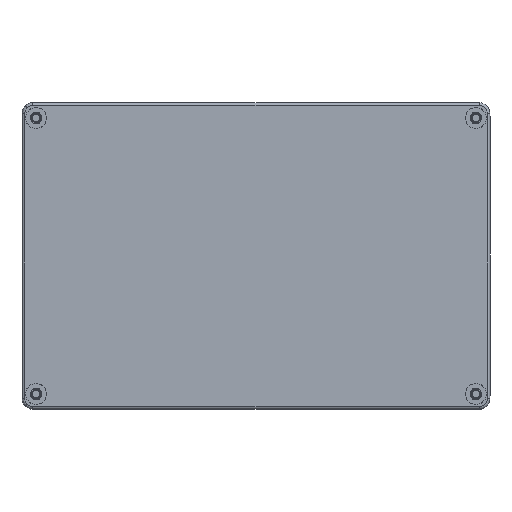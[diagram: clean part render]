
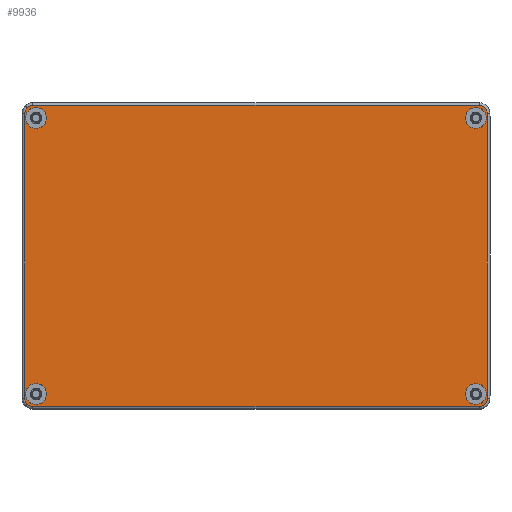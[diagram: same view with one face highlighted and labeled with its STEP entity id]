
A CAD part, top view. The second image highlights one B-rep face of the part: STEP entity #9936.
In plain terms, the highlighted planar face has unit normal (0, 0, 1).
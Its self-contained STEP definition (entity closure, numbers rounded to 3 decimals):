
#236=FACE_BOUND('',#2048,.T.);
#237=FACE_BOUND('',#2049,.T.);
#238=FACE_BOUND('',#2050,.T.);
#239=FACE_BOUND('',#2051,.T.);
#330=PLANE('',#10706);
#931=CIRCLE('',#10671,4.5);
#935=CIRCLE('',#10676,4.5);
#939=CIRCLE('',#10681,4.5);
#943=CIRCLE('',#10686,4.5);
#1431=FACE_OUTER_BOUND('',#2047,.T.);
#2047=EDGE_LOOP('',(#8646,#8647,#8648,#8649,#8650,#8651,#8652,#8653,#8654,
#8655));
#2048=EDGE_LOOP('',(#8656));
#2049=EDGE_LOOP('',(#8657));
#2050=EDGE_LOOP('',(#8658));
#2051=EDGE_LOOP('',(#8659));
#2365=(
BOUNDED_CURVE()
B_SPLINE_CURVE(3,(#40460,#40461,#40462,#40463,#40464,#40465),
 .UNSPECIFIED.,.F.,.F.)
B_SPLINE_CURVE_WITH_KNOTS((4,2,4),(5.498,5.891,6.283),
 .UNSPECIFIED.)
CURVE()
GEOMETRIC_REPRESENTATION_ITEM()
RATIONAL_B_SPLINE_CURVE((1.,1.,1.,1.,1.,1.))
REPRESENTATION_ITEM('')
);
#2366=(
BOUNDED_CURVE()
B_SPLINE_CURVE(3,(#40527,#40528,#40529,#40530,#40531,#40532),
 .UNSPECIFIED.,.F.,.F.)
B_SPLINE_CURVE_WITH_KNOTS((4,2,4),(5.498,5.891,6.283),
 .UNSPECIFIED.)
CURVE()
GEOMETRIC_REPRESENTATION_ITEM()
RATIONAL_B_SPLINE_CURVE((1.,1.,1.,1.,1.,1.))
REPRESENTATION_ITEM('')
);
#2367=(
BOUNDED_CURVE()
B_SPLINE_CURVE(3,(#40712,#40713,#40714,#40715,#40716,#40717,#40718,#40719,
#40720,#40721),.UNSPECIFIED.,.F.,.F.)
B_SPLINE_CURVE_WITH_KNOTS((4,2,2,2,4),(2.357,2.749,
3.142,3.534,3.927),.UNSPECIFIED.)
CURVE()
GEOMETRIC_REPRESENTATION_ITEM()
RATIONAL_B_SPLINE_CURVE((1.,1.,1.,1.,1.,1.,1.,1.,1.,1.))
REPRESENTATION_ITEM('')
);
#2368=(
BOUNDED_CURVE()
B_SPLINE_CURVE(3,(#40724,#40725,#40726,#40727,#40728,#40729),
 .UNSPECIFIED.,.F.,.F.)
B_SPLINE_CURVE_WITH_KNOTS((4,2,4),(0.,0.393,0.785),
 .UNSPECIFIED.)
CURVE()
GEOMETRIC_REPRESENTATION_ITEM()
RATIONAL_B_SPLINE_CURVE((1.,1.,1.,1.,1.,1.))
REPRESENTATION_ITEM('')
);
#2369=(
BOUNDED_CURVE()
B_SPLINE_CURVE(3,(#40732,#40733,#40734,#40735,#40736,#40737),
 .UNSPECIFIED.,.F.,.F.)
B_SPLINE_CURVE_WITH_KNOTS((4,2,4),(0.,0.393,
0.785),.UNSPECIFIED.)
CURVE()
GEOMETRIC_REPRESENTATION_ITEM()
RATIONAL_B_SPLINE_CURVE((1.,1.,1.,1.,1.,1.))
REPRESENTATION_ITEM('')
);
#2370=(
BOUNDED_CURVE()
B_SPLINE_CURVE(3,(#40740,#40741,#40742,#40743,#40744,#40745,#40746,#40747,
#40748,#40749),.UNSPECIFIED.,.F.,.F.)
B_SPLINE_CURVE_WITH_KNOTS((4,2,2,2,4),(2.357,2.749,
3.142,3.534,3.927),.UNSPECIFIED.)
CURVE()
GEOMETRIC_REPRESENTATION_ITEM()
RATIONAL_B_SPLINE_CURVE((1.,1.,1.,1.,1.,1.,1.,1.,1.,1.))
REPRESENTATION_ITEM('')
);
#2860=LINE('',#40710,#3483);
#2861=LINE('',#40722,#3484);
#2862=LINE('',#40730,#3485);
#2863=LINE('',#40739,#3486);
#3483=VECTOR('',#12591,1000.);
#3484=VECTOR('',#12592,1000.);
#3485=VECTOR('',#12593,1000.);
#3486=VECTOR('',#12594,1000.);
#4425=VERTEX_POINT('',#40366);
#4429=VERTEX_POINT('',#40376);
#4433=VERTEX_POINT('',#40386);
#4437=VERTEX_POINT('',#40396);
#4440=VERTEX_POINT('',#40457);
#4441=VERTEX_POINT('',#40459);
#4444=VERTEX_POINT('',#40524);
#4445=VERTEX_POINT('',#40526);
#4479=VERTEX_POINT('',#40708);
#4480=VERTEX_POINT('',#40709);
#4481=VERTEX_POINT('',#40711);
#4482=VERTEX_POINT('',#40723);
#4483=VERTEX_POINT('',#40731);
#4484=VERTEX_POINT('',#40738);
#5836=EDGE_CURVE('',#4425,#4425,#931,.T.);
#5841=EDGE_CURVE('',#4429,#4429,#935,.T.);
#5846=EDGE_CURVE('',#4433,#4433,#939,.T.);
#5851=EDGE_CURVE('',#4437,#4437,#943,.T.);
#5855=EDGE_CURVE('',#4441,#4440,#2365,.T.);
#5859=EDGE_CURVE('',#4445,#4444,#2366,.T.);
#5900=EDGE_CURVE('',#4479,#4480,#2860,.T.);
#5901=EDGE_CURVE('',#4480,#4481,#2367,.T.);
#5902=EDGE_CURVE('',#4481,#4441,#2861,.T.);
#5903=EDGE_CURVE('',#4440,#4482,#2368,.T.);
#5904=EDGE_CURVE('',#4482,#4445,#2862,.T.);
#5905=EDGE_CURVE('',#4444,#4483,#2369,.T.);
#5906=EDGE_CURVE('',#4483,#4484,#2863,.T.);
#5907=EDGE_CURVE('',#4484,#4479,#2370,.T.);
#8646=ORIENTED_EDGE('',*,*,#5900,.T.);
#8647=ORIENTED_EDGE('',*,*,#5901,.T.);
#8648=ORIENTED_EDGE('',*,*,#5902,.T.);
#8649=ORIENTED_EDGE('',*,*,#5855,.T.);
#8650=ORIENTED_EDGE('',*,*,#5903,.T.);
#8651=ORIENTED_EDGE('',*,*,#5904,.T.);
#8652=ORIENTED_EDGE('',*,*,#5859,.T.);
#8653=ORIENTED_EDGE('',*,*,#5905,.T.);
#8654=ORIENTED_EDGE('',*,*,#5906,.T.);
#8655=ORIENTED_EDGE('',*,*,#5907,.T.);
#8656=ORIENTED_EDGE('',*,*,#5836,.F.);
#8657=ORIENTED_EDGE('',*,*,#5841,.F.);
#8658=ORIENTED_EDGE('',*,*,#5846,.F.);
#8659=ORIENTED_EDGE('',*,*,#5851,.F.);
#9936=ADVANCED_FACE('',(#1431,#236,#237,#238,#239),#330,.T.);
#10671=AXIS2_PLACEMENT_3D('',#40368,#12497,#12498);
#10676=AXIS2_PLACEMENT_3D('',#40378,#12508,#12509);
#10681=AXIS2_PLACEMENT_3D('',#40388,#12519,#12520);
#10686=AXIS2_PLACEMENT_3D('',#40398,#12530,#12531);
#10706=AXIS2_PLACEMENT_3D('',#40707,#12589,#12590);
#12497=DIRECTION('center_axis',(0.,0.,
1.));
#12498=DIRECTION('ref_axis',(-1.,0.,0.));
#12508=DIRECTION('center_axis',(0.,0.,
1.));
#12509=DIRECTION('ref_axis',(-1.,0.,0.));
#12519=DIRECTION('center_axis',(0.,0.,
1.));
#12520=DIRECTION('ref_axis',(-1.,0.,0.));
#12530=DIRECTION('center_axis',(0.,0.,
1.));
#12531=DIRECTION('ref_axis',(-1.,0.,0.));
#12589=DIRECTION('center_axis',(0.,0.,
1.));
#12590=DIRECTION('ref_axis',(-1.,0.,0.));
#12591=DIRECTION('',(0.,1.,0.));
#12592=DIRECTION('',(-1.,0.,0.));
#12593=DIRECTION('',(0.,-1.,0.));
#12594=DIRECTION('',(1.,0.,0.));
#40366=CARTESIAN_POINT('',(98.5,123.375,69.875));
#40368=CARTESIAN_POINT('Origin',(94.,123.375,69.875));
#40376=CARTESIAN_POINT('',(-89.5,5.375,69.875));
#40378=CARTESIAN_POINT('Origin',(-94.,5.375,69.875));
#40386=CARTESIAN_POINT('',(98.5,5.375,69.875));
#40388=CARTESIAN_POINT('Origin',(94.,5.375,69.875));
#40396=CARTESIAN_POINT('',(-89.5,123.375,69.875));
#40398=CARTESIAN_POINT('Origin',(-94.,123.375,69.875));
#40457=CARTESIAN_POINT('',(-97.87,127.745,69.875));
#40459=CARTESIAN_POINT('',(-95.396,128.77,69.875));
#40460=CARTESIAN_POINT('Ctrl Pts',(-95.396,128.77,69.875));
#40461=CARTESIAN_POINT('Ctrl Pts',(-95.854,128.77,69.875));
#40462=CARTESIAN_POINT('Ctrl Pts',(-96.312,128.679,69.875));
#40463=CARTESIAN_POINT('Ctrl Pts',(-97.158,128.328,69.875));
#40464=CARTESIAN_POINT('Ctrl Pts',(-97.546,128.069,69.875));
#40465=CARTESIAN_POINT('Ctrl Pts',(-97.87,127.745,69.875));
#40524=CARTESIAN_POINT('',(-97.87,1.005,69.875));
#40526=CARTESIAN_POINT('',(-98.895,3.479,69.875));
#40527=CARTESIAN_POINT('Ctrl Pts',(-98.895,3.479,69.875));
#40528=CARTESIAN_POINT('Ctrl Pts',(-98.895,3.021,69.875));
#40529=CARTESIAN_POINT('Ctrl Pts',(-98.804,2.563,69.875));
#40530=CARTESIAN_POINT('Ctrl Pts',(-98.453,1.717,69.875));
#40531=CARTESIAN_POINT('Ctrl Pts',(-98.194,1.329,69.875));
#40532=CARTESIAN_POINT('Ctrl Pts',(-97.87,1.005,69.875));
#40707=CARTESIAN_POINT('Origin',(100.,129.875,69.875));
#40708=CARTESIAN_POINT('',(98.895,3.479,69.875));
#40709=CARTESIAN_POINT('',(98.895,125.271,69.875));
#40710=CARTESIAN_POINT('',(98.895,129.875,69.875));
#40711=CARTESIAN_POINT('',(95.396,128.77,69.875));
#40712=CARTESIAN_POINT('Ctrl Pts',(98.895,125.271,69.875));
#40713=CARTESIAN_POINT('Ctrl Pts',(98.895,125.729,69.875));
#40714=CARTESIAN_POINT('Ctrl Pts',(98.804,126.187,69.875));
#40715=CARTESIAN_POINT('Ctrl Pts',(98.453,127.033,69.875));
#40716=CARTESIAN_POINT('Ctrl Pts',(98.194,127.421,69.875));
#40717=CARTESIAN_POINT('Ctrl Pts',(97.546,128.069,69.875));
#40718=CARTESIAN_POINT('Ctrl Pts',(97.158,128.328,69.875));
#40719=CARTESIAN_POINT('Ctrl Pts',(96.312,128.679,69.875));
#40720=CARTESIAN_POINT('Ctrl Pts',(95.854,128.77,69.875));
#40721=CARTESIAN_POINT('Ctrl Pts',(95.396,128.77,69.875));
#40722=CARTESIAN_POINT('',(-95.371,128.77,69.875));
#40723=CARTESIAN_POINT('',(-98.895,125.271,69.875));
#40724=CARTESIAN_POINT('Ctrl Pts',(-97.87,127.745,69.875));
#40725=CARTESIAN_POINT('Ctrl Pts',(-98.194,127.421,69.875));
#40726=CARTESIAN_POINT('Ctrl Pts',(-98.453,127.033,69.875));
#40727=CARTESIAN_POINT('Ctrl Pts',(-98.804,126.187,69.875));
#40728=CARTESIAN_POINT('Ctrl Pts',(-98.895,125.729,69.875));
#40729=CARTESIAN_POINT('Ctrl Pts',(-98.895,125.271,69.875));
#40730=CARTESIAN_POINT('',(-98.895,129.875,69.875));
#40731=CARTESIAN_POINT('',(-95.396,-0.02,69.875));
#40732=CARTESIAN_POINT('Ctrl Pts',(-97.87,1.005,69.875));
#40733=CARTESIAN_POINT('Ctrl Pts',(-97.546,0.681,69.875));
#40734=CARTESIAN_POINT('Ctrl Pts',(-97.158,0.422,69.875));
#40735=CARTESIAN_POINT('Ctrl Pts',(-96.312,0.071,
69.875));
#40736=CARTESIAN_POINT('Ctrl Pts',(-95.854,-0.02,
69.875));
#40737=CARTESIAN_POINT('Ctrl Pts',(-95.396,-0.02,
69.875));
#40738=CARTESIAN_POINT('',(95.396,-0.02,69.875));
#40739=CARTESIAN_POINT('',(100.,-0.02,69.875));
#40740=CARTESIAN_POINT('Ctrl Pts',(95.396,-0.02,
69.875));
#40741=CARTESIAN_POINT('Ctrl Pts',(95.854,-0.02,
69.875));
#40742=CARTESIAN_POINT('Ctrl Pts',(96.312,0.071,
69.875));
#40743=CARTESIAN_POINT('Ctrl Pts',(97.158,0.422,69.875));
#40744=CARTESIAN_POINT('Ctrl Pts',(97.546,0.681,69.875));
#40745=CARTESIAN_POINT('Ctrl Pts',(98.194,1.329,69.875));
#40746=CARTESIAN_POINT('Ctrl Pts',(98.453,1.717,69.875));
#40747=CARTESIAN_POINT('Ctrl Pts',(98.804,2.563,69.875));
#40748=CARTESIAN_POINT('Ctrl Pts',(98.895,3.021,69.875));
#40749=CARTESIAN_POINT('Ctrl Pts',(98.895,3.479,69.875));
